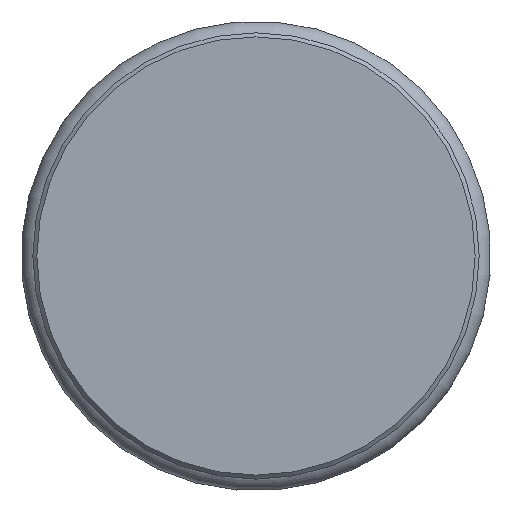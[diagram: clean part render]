
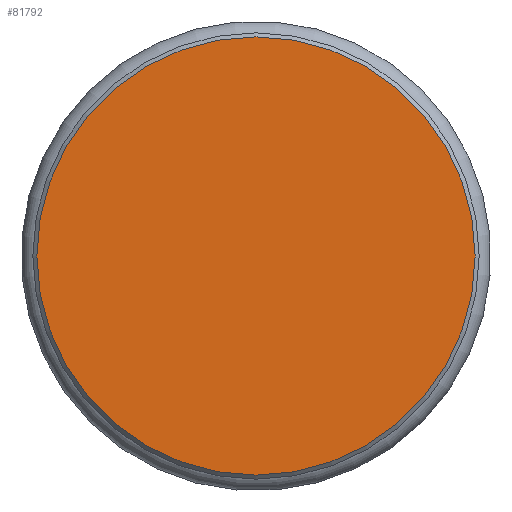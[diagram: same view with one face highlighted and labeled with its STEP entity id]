
A CAD part, left-side view. The second image highlights one B-rep face of the part: STEP entity #81792.
In plain terms, the highlighted planar face has unit normal (-1, 0, 0).
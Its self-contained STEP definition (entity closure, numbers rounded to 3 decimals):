
#81709=CARTESIAN_POINT('',(0.0,10.8,0.));
#81710=VERTEX_POINT('',#81709);
#81711=CARTESIAN_POINT('',(0.0,0.0,0.0));
#81712=DIRECTION('',(1.0,0.0,0.0));
#81713=DIRECTION('',(0.0,-1.0,0.0));
#81714=AXIS2_PLACEMENT_3D('',#81711,#81712,#81713);
#81715=CIRCLE('',#81714,10.8);
#81716=EDGE_CURVE('',#81710,#81710,#81715,.T.);
#81784=CARTESIAN_POINT('',(0.0,8.525,0.0));
#81785=DIRECTION('',(-1.0,0.0,0.0));
#81786=DIRECTION('',(0.0,0.0,1.0));
#81787=AXIS2_PLACEMENT_3D('',#81784,#81785,#81786);
#81788=PLANE('',#81787);
#81789=ORIENTED_EDGE('',*,*,#81716,.F.);
#81790=EDGE_LOOP('',(#81789));
#81791=FACE_OUTER_BOUND('',#81790,.T.);
#81792=ADVANCED_FACE('',(#81791),#81788,.T.);
